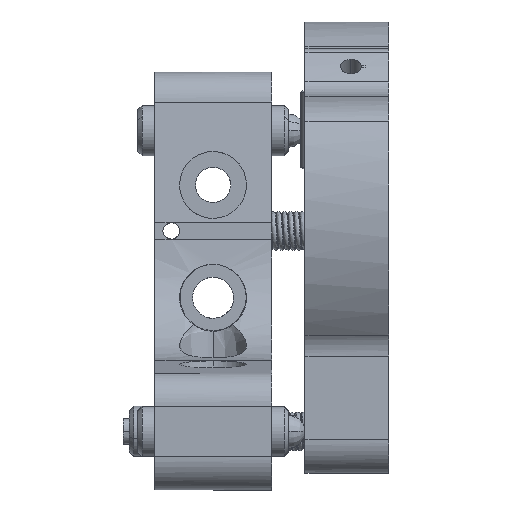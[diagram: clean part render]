
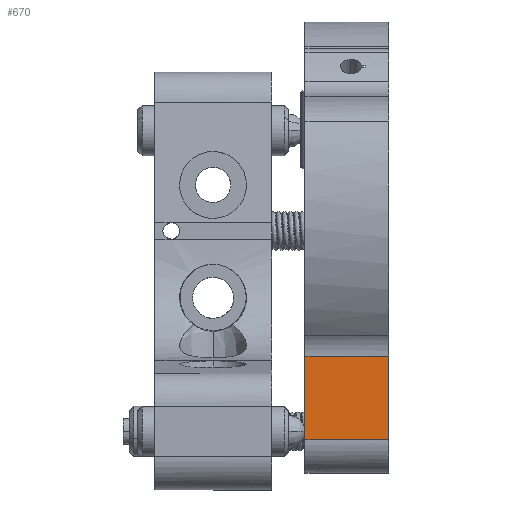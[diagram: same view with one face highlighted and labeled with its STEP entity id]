
A CAD part, left-side view. The second image highlights one B-rep face of the part: STEP entity #670.
In plain terms, the highlighted free-form (B-spline) face has degree [1, 1] with [2, 2] control points.
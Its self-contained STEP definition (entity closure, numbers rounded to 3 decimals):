
#670=ADVANCED_FACE('',(#1124),#16634,.T.);
#1124=FACE_OUTER_BOUND('',#1580,.T.);
#1580=EDGE_LOOP('',(#2289,#2290,#2291,#2292));
#2289=ORIENTED_EDGE('',*,*,#11813,.T.);
#2290=ORIENTED_EDGE('',*,*,#11814,.T.);
#2291=ORIENTED_EDGE('',*,*,#11815,.T.);
#2292=ORIENTED_EDGE('',*,*,#11816,.T.);
#5830=PCURVE('',#16634,#8230);
#5831=PCURVE('',#16634,#8231);
#5832=PCURVE('',#16634,#8232);
#5833=PCURVE('',#16634,#8233);
#5834=PCURVE('',#16348,#8234);
#5900=PCURVE('',#16359,#8300);
#5901=PCURVE('',#16638,#8301);
#5957=PCURVE('',#16639,#8357);
#8230=DEFINITIONAL_REPRESENTATION('',(#13234),#87076);
#8231=DEFINITIONAL_REPRESENTATION('',(#13236),#87076);
#8232=DEFINITIONAL_REPRESENTATION('',(#13238),#87076);
#8233=DEFINITIONAL_REPRESENTATION('',(#13240),#87076);
#8234=DEFINITIONAL_REPRESENTATION('',(#13241),#87076);
#8300=DEFINITIONAL_REPRESENTATION('',(#13316),#87076);
#8301=DEFINITIONAL_REPRESENTATION('',(#13317),#87076);
#8357=DEFINITIONAL_REPRESENTATION('',(#13332),#87076);
#10529=SURFACE_CURVE('',#13233,(#5830,#5900),.PCURVE_S1.);
#10530=SURFACE_CURVE('',#13235,(#5831,#5901),.PCURVE_S1.);
#10531=SURFACE_CURVE('',#13237,(#5832,#5834),.PCURVE_S1.);
#10532=SURFACE_CURVE('',#13239,(#5833,#5957),.PCURVE_S1.);
#11813=EDGE_CURVE('',#15590,#15591,#10529,.T.);
#11814=EDGE_CURVE('',#15591,#15592,#10530,.T.);
#11815=EDGE_CURVE('',#15592,#15593,#10531,.T.);
#11816=EDGE_CURVE('',#15593,#15590,#10532,.T.);
#13233=B_SPLINE_CURVE_WITH_KNOTS('',1,(#19111,#19112),.UNSPECIFIED.,.F.,
 .F.,(2,2),(-10.,0.),.UNSPECIFIED.);
#13234=B_SPLINE_CURVE_WITH_KNOTS('',1,(#19113,#19114),.UNSPECIFIED.,.F.,
 .F.,(2,2),(-10.,0.),.UNSPECIFIED.);
#13235=B_SPLINE_CURVE_WITH_KNOTS('',1,(#19115,#19116),.UNSPECIFIED.,.F.,
 .F.,(2,2),(-10.029,0.),.UNSPECIFIED.);
#13236=B_SPLINE_CURVE_WITH_KNOTS('',1,(#19117,#19118),.UNSPECIFIED.,.F.,
 .F.,(2,2),(-10.029,0.),.UNSPECIFIED.);
#13237=B_SPLINE_CURVE_WITH_KNOTS('',1,(#19119,#19120),.UNSPECIFIED.,.F.,
 .F.,(2,2),(0.,10.),.UNSPECIFIED.);
#13238=B_SPLINE_CURVE_WITH_KNOTS('',1,(#19121,#19122),.UNSPECIFIED.,.F.,
 .F.,(2,2),(0.,10.),.UNSPECIFIED.);
#13239=B_SPLINE_CURVE_WITH_KNOTS('',1,(#19123,#19124),.UNSPECIFIED.,.F.,
 .F.,(2,2),(-10.029,0.),.UNSPECIFIED.);
#13240=B_SPLINE_CURVE_WITH_KNOTS('',1,(#19125,#19126),.UNSPECIFIED.,.F.,
 .F.,(2,2),(-10.029,0.),.UNSPECIFIED.);
#13241=B_SPLINE_CURVE_WITH_KNOTS('',1,(#19127,#19128),.UNSPECIFIED.,.F.,
 .F.,(2,2),(0.,10.),.UNSPECIFIED.);
#13316=B_SPLINE_CURVE_WITH_KNOTS('',1,(#19392,#19393),.UNSPECIFIED.,.F.,
 .F.,(2,2),(-10.,0.),.UNSPECIFIED.);
#13317=B_SPLINE_CURVE_WITH_KNOTS('',1,(#19394,#19395),.UNSPECIFIED.,.F.,
 .F.,(2,2),(-10.029,0.),.UNSPECIFIED.);
#13332=B_SPLINE_CURVE_WITH_KNOTS('',1,(#19565,#19566),.UNSPECIFIED.,.F.,
 .F.,(2,2),(-10.029,0.),.UNSPECIFIED.);
#15590=VERTEX_POINT('',#18004);
#15591=VERTEX_POINT('',#18005);
#15592=VERTEX_POINT('',#18006);
#15593=VERTEX_POINT('',#18007);
#16348=(
BOUNDED_SURFACE()
B_SPLINE_SURFACE(1,2,((#17655,#17656,#17657,#17658,#17659,#17660,#17661,
#17662,#17663),(#17664,#17665,#17666,#17667,#17668,#17669,#17670,#17671,
#17672)),.UNSPECIFIED.,.F.,.F.,.F.)
B_SPLINE_SURFACE_WITH_KNOTS((2,2),(3,2,2,2,3),(0.,12.24),(0.,1.571,
3.142,4.712,6.283),.UNSPECIFIED.)
GEOMETRIC_REPRESENTATION_ITEM()
RATIONAL_B_SPLINE_SURFACE(((1.,0.707,1.,0.707,1.,
0.707,1.,0.707,1.),(1.,0.707,1.,0.707,
1.,0.707,1.,0.707,1.)))
REPRESENTATION_ITEM('')
SURFACE()
);
#16359=(
BOUNDED_SURFACE()
B_SPLINE_SURFACE(2,1,((#17865,#17866),(#17867,#17868),(#17869,#17870),(#17871,
#17872),(#17873,#17874),(#17875,#17876),(#17877,#17878),(#17879,#17880),
(#17881,#17882)),.UNSPECIFIED.,.T.,.F.,.F.)
B_SPLINE_SURFACE_WITH_KNOTS((3,2,2,2,3),(2,2),(0.,1.571,3.142,
4.712,6.283),(0.,12.24),.UNSPECIFIED.)
GEOMETRIC_REPRESENTATION_ITEM()
RATIONAL_B_SPLINE_SURFACE(((1.,1.),(0.707,0.707),
(1.,1.),(0.707,0.707),(1.,1.),(0.707,
0.707),(1.,1.),(0.707,0.707),(1.,1.)))
REPRESENTATION_ITEM('')
SURFACE()
);
#16634=B_SPLINE_SURFACE_WITH_KNOTS('',1,1,((#17651,#17652),(#17653,#17654)),
 .UNSPECIFIED.,.F.,.F.,.F.,(2,2),(2,2),(0.,12.275),
(0.,12.24),.UNSPECIFIED.);
#16638=B_SPLINE_SURFACE_WITH_KNOTS('',1,1,((#17883,#17884),(#17885,#17886)),
 .UNSPECIFIED.,.F.,.F.,.F.,(2,2),(2,2),(0.,70.591),
(0.,70.591),.UNSPECIFIED.);
#16639=B_SPLINE_SURFACE_WITH_KNOTS('',1,1,((#17887,#17888),(#17889,#17890)),
 .UNSPECIFIED.,.F.,.F.,.F.,(2,2),(2,2),(-70.591,0.),
(0.,70.591),.UNSPECIFIED.);
#17651=CARTESIAN_POINT('',(50.,4.627,-1.12));
#17652=CARTESIAN_POINT('',(50.,4.627,11.12));
#17653=CARTESIAN_POINT('',(50.,16.902,-1.12));
#17654=CARTESIAN_POINT('',(50.,16.902,11.12));
#17655=CARTESIAN_POINT('',(58.,15.779,11.12));
#17656=CARTESIAN_POINT('',(58.,11.779,11.12));
#17657=CARTESIAN_POINT('',(54.,11.779,11.12));
#17658=CARTESIAN_POINT('',(50.,11.779,11.12));
#17659=CARTESIAN_POINT('',(50.,15.779,11.12));
#17660=CARTESIAN_POINT('',(50.,19.779,11.12));
#17661=CARTESIAN_POINT('',(54.,19.779,11.12));
#17662=CARTESIAN_POINT('',(58.,19.779,11.12));
#17663=CARTESIAN_POINT('',(58.,15.779,11.12));
#17664=CARTESIAN_POINT('',(58.,15.779,-1.12));
#17665=CARTESIAN_POINT('',(58.,11.779,-1.12));
#17666=CARTESIAN_POINT('',(54.,11.779,-1.12));
#17667=CARTESIAN_POINT('',(50.,11.779,-1.12));
#17668=CARTESIAN_POINT('',(50.,15.779,-1.12));
#17669=CARTESIAN_POINT('',(50.,19.779,-1.12));
#17670=CARTESIAN_POINT('',(54.,19.779,-1.12));
#17671=CARTESIAN_POINT('',(58.,19.779,-1.12));
#17672=CARTESIAN_POINT('',(58.,15.779,-1.12));
#17865=CARTESIAN_POINT('',(42.,5.75,11.12));
#17866=CARTESIAN_POINT('',(42.,5.75,-1.12));
#17867=CARTESIAN_POINT('',(42.,9.75,11.12));
#17868=CARTESIAN_POINT('',(42.,9.75,-1.12));
#17869=CARTESIAN_POINT('',(46.,9.75,11.12));
#17870=CARTESIAN_POINT('',(46.,9.75,-1.12));
#17871=CARTESIAN_POINT('',(50.,9.75,11.12));
#17872=CARTESIAN_POINT('',(50.,9.75,-1.12));
#17873=CARTESIAN_POINT('',(50.,5.75,11.12));
#17874=CARTESIAN_POINT('',(50.,5.75,-1.12));
#17875=CARTESIAN_POINT('',(50.,1.75,11.12));
#17876=CARTESIAN_POINT('',(50.,1.75,-1.12));
#17877=CARTESIAN_POINT('',(46.,1.75,11.12));
#17878=CARTESIAN_POINT('',(46.,1.75,-1.12));
#17879=CARTESIAN_POINT('',(42.,1.75,11.12));
#17880=CARTESIAN_POINT('',(42.,1.75,-1.12));
#17881=CARTESIAN_POINT('',(42.,5.75,11.12));
#17882=CARTESIAN_POINT('',(42.,5.75,-1.12));
#17883=CARTESIAN_POINT('',(66.608,-4.233,0.));
#17884=CARTESIAN_POINT('',(66.608,66.358,0.));
#17885=CARTESIAN_POINT('',(-3.983,-4.233,0.));
#17886=CARTESIAN_POINT('',(-3.983,66.358,0.));
#17887=CARTESIAN_POINT('',(-3.983,-4.233,10.));
#17888=CARTESIAN_POINT('',(-3.983,66.358,10.));
#17889=CARTESIAN_POINT('',(66.608,-4.233,10.));
#17890=CARTESIAN_POINT('',(66.608,66.358,10.));
#18004=CARTESIAN_POINT('',(50.,5.75,10.));
#18005=CARTESIAN_POINT('',(50.,5.75,0.));
#18006=CARTESIAN_POINT('',(50.,15.779,0.));
#18007=CARTESIAN_POINT('',(50.,15.779,10.));
#19111=CARTESIAN_POINT('',(50.,5.75,10.));
#19112=CARTESIAN_POINT('',(50.,5.75,0.));
#19113=CARTESIAN_POINT('',(1.123,11.12));
#19114=CARTESIAN_POINT('',(1.123,1.12));
#19115=CARTESIAN_POINT('',(50.,5.75,0.));
#19116=CARTESIAN_POINT('',(50.,15.779,0.));
#19117=CARTESIAN_POINT('',(1.123,1.12));
#19118=CARTESIAN_POINT('',(11.152,1.12));
#19119=CARTESIAN_POINT('',(50.,15.779,0.));
#19120=CARTESIAN_POINT('',(50.,15.779,10.));
#19121=CARTESIAN_POINT('',(11.152,1.12));
#19122=CARTESIAN_POINT('',(11.152,11.12));
#19123=CARTESIAN_POINT('',(50.,15.779,10.));
#19124=CARTESIAN_POINT('',(50.,5.75,10.));
#19125=CARTESIAN_POINT('',(11.152,11.12));
#19126=CARTESIAN_POINT('',(1.123,11.12));
#19127=CARTESIAN_POINT('',(11.12,3.142));
#19128=CARTESIAN_POINT('',(1.12,3.142));
#19392=CARTESIAN_POINT('',(3.142,1.12));
#19393=CARTESIAN_POINT('',(3.142,11.12));
#19394=CARTESIAN_POINT('',(16.608,9.983));
#19395=CARTESIAN_POINT('',(16.608,20.012));
#19565=CARTESIAN_POINT('',(-16.608,20.012));
#19566=CARTESIAN_POINT('',(-16.608,9.983));
#87076=(
GEOMETRIC_REPRESENTATION_CONTEXT(2)
PARAMETRIC_REPRESENTATION_CONTEXT()
REPRESENTATION_CONTEXT('pspace','')
);
